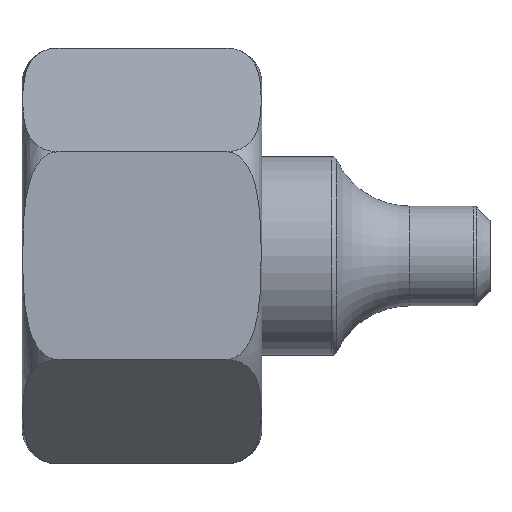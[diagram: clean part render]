
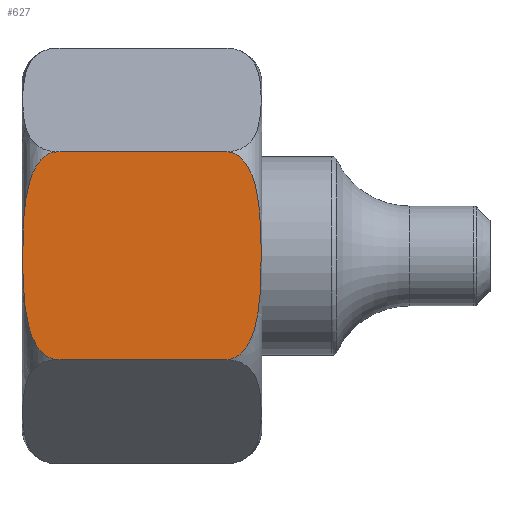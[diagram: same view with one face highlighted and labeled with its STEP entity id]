
A CAD part, top view. The second image highlights one B-rep face of the part: STEP entity #627.
In plain terms, the highlighted planar face has unit normal (0, 0, 1).
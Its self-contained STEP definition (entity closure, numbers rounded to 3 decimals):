
#520=FACE_OUTER_BOUND('',#905,.T.);
#586=LINE('',#2666,#602);
#587=LINE('',#2671,#603);
#602=VECTOR('',#2131,1.);
#603=VECTOR('',#2136,1.);
#627=ADVANCED_FACE('',(#520),#723,.T.);
#723=PLANE('',#2021);
#905=EDGE_LOOP('',(#1139,#1140,#1141,#1142));
#1139=ORIENTED_EDGE('',*,*,#1675,.T.);
#1140=ORIENTED_EDGE('',*,*,#1684,.T.);
#1141=ORIENTED_EDGE('',*,*,#1677,.T.);
#1142=ORIENTED_EDGE('',*,*,#1694,.T.);
#1515=VERTEX_POINT('',#2660);
#1518=VERTEX_POINT('',#2665);
#1520=VERTEX_POINT('',#2670);
#1521=VERTEX_POINT('',#2672);
#1675=EDGE_CURVE('',#1515,#1518,#586,.T.);
#1677=EDGE_CURVE('',#1521,#1520,#587,.T.);
#1684=EDGE_CURVE('',#1518,#1521,#1877,.T.);
#1694=EDGE_CURVE('',#1520,#1515,#1883,.T.);
#1877=B_SPLINE_CURVE_WITH_KNOTS('',3,(#2734,#2735,#2736,#2737,#2738,#2739,
#2740,#2741,#2742,#2743,#2744,#2745,#2746,#2747,#2748,#2749,#2750,#2751),
 .UNSPECIFIED.,.F.,.F.,(4,2,2,2,2,2,2,2,4),(0.,0.063,0.125,
0.25,0.5,0.75,0.875,0.938,1.),.UNSPECIFIED.);
#1883=B_SPLINE_CURVE_WITH_KNOTS('',3,(#2851,#2852,#2853,#2854,#2855,#2856,
#2857,#2858,#2859,#2860,#2861,#2862,#2863,#2864,#2865,#2866,#2867,#2868),
 .UNSPECIFIED.,.F.,.F.,(4,2,2,2,2,2,2,2,4),(0.,0.062,0.125,
0.25,0.5,0.75,0.875,0.938,1.),.UNSPECIFIED.);
#2021=AXIS2_PLACEMENT_3D('',#2925,#2182,#2183);
#2131=DIRECTION('',(-1.,0.,0.));
#2136=DIRECTION('',(1.,0.,0.));
#2182=DIRECTION('',(0.,0.,1.));
#2183=DIRECTION('',(1.,0.,0.));
#2660=CARTESIAN_POINT('',(20.5,10.384,18.005));
#2665=CARTESIAN_POINT('',(3.5,10.384,18.005));
#2666=CARTESIAN_POINT('',(0.,10.384,18.005));
#2670=CARTESIAN_POINT('',(20.5,-10.384,18.005));
#2671=CARTESIAN_POINT('',(0.,-10.384,18.005));
#2672=CARTESIAN_POINT('',(3.5,-10.384,18.005));
#2734=CARTESIAN_POINT('',(3.5,10.384,18.005));
#2735=CARTESIAN_POINT('',(3.007,10.384,18.005));
#2736=CARTESIAN_POINT('',(2.525,10.157,18.005));
#2737=CARTESIAN_POINT('',(1.781,9.509,18.005));
#2738=CARTESIAN_POINT('',(1.494,9.096,18.005));
#2739=CARTESIAN_POINT('',(0.808,7.783,18.005));
#2740=CARTESIAN_POINT('',(0.572,6.821,18.005));
#2741=CARTESIAN_POINT('',(0.091,3.903,18.005));
#2742=CARTESIAN_POINT('',(0.074,1.925,18.005));
#2743=CARTESIAN_POINT('',(0.076,-1.98,18.005));
#2744=CARTESIAN_POINT('',(0.095,-3.93,18.005));
#2745=CARTESIAN_POINT('',(0.572,-6.82,18.005));
#2746=CARTESIAN_POINT('',(0.812,-7.793,18.005));
#2747=CARTESIAN_POINT('',(1.499,-9.103,18.005));
#2748=CARTESIAN_POINT('',(1.784,-9.513,18.005));
#2749=CARTESIAN_POINT('',(2.529,-10.159,18.005));
#2750=CARTESIAN_POINT('',(3.009,-10.384,18.005));
#2751=CARTESIAN_POINT('',(3.5,-10.384,18.005));
#2851=CARTESIAN_POINT('',(20.5,-10.384,18.005));
#2852=CARTESIAN_POINT('',(20.993,-10.384,18.005));
#2853=CARTESIAN_POINT('',(21.475,-10.157,18.005));
#2854=CARTESIAN_POINT('',(22.219,-9.509,18.005));
#2855=CARTESIAN_POINT('',(22.506,-9.096,18.005));
#2856=CARTESIAN_POINT('',(23.192,-7.783,18.005));
#2857=CARTESIAN_POINT('',(23.428,-6.821,18.005));
#2858=CARTESIAN_POINT('',(23.909,-3.903,18.005));
#2859=CARTESIAN_POINT('',(23.926,-1.925,18.005));
#2860=CARTESIAN_POINT('',(23.924,1.98,18.005));
#2861=CARTESIAN_POINT('',(23.905,3.93,18.005));
#2862=CARTESIAN_POINT('',(23.428,6.82,18.005));
#2863=CARTESIAN_POINT('',(23.188,7.793,18.005));
#2864=CARTESIAN_POINT('',(22.501,9.103,18.005));
#2865=CARTESIAN_POINT('',(22.216,9.513,18.005));
#2866=CARTESIAN_POINT('',(21.471,10.159,18.005));
#2867=CARTESIAN_POINT('',(20.991,10.384,18.005));
#2868=CARTESIAN_POINT('',(20.5,10.384,18.005));
#2925=CARTESIAN_POINT('',(26.4,-10.395,18.005));
